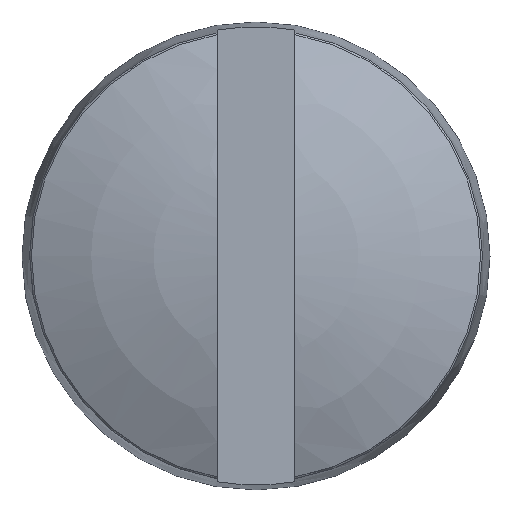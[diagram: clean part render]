
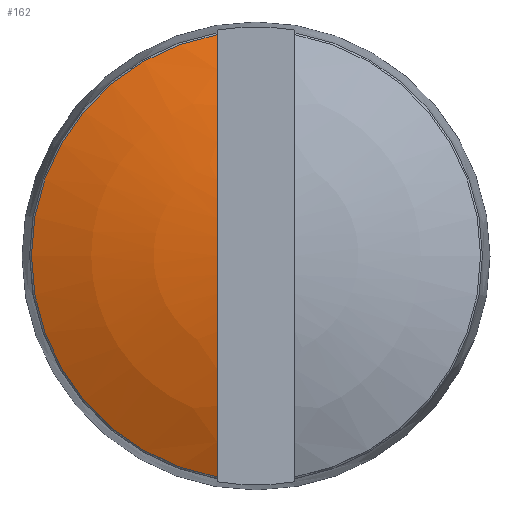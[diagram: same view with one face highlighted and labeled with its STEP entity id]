
A CAD part, top view. The second image highlights one B-rep face of the part: STEP entity #162.
In plain terms, the highlighted spherical face has radius 8.206 mm.
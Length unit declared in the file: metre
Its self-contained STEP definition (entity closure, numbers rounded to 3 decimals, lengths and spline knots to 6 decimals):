
#34=ORIENTED_EDGE('',*,*,#78,.T.);
#35=ORIENTED_EDGE('',*,*,#79,.T.);
#78=EDGE_CURVE('',#100,#101,#116,.F.);
#79=EDGE_CURVE('',#101,#100,#117,.F.);
#100=VERTEX_POINT('',#266);
#101=VERTEX_POINT('',#267);
#116=CIRCLE('',#188,0.003535);
#117=CIRCLE('',#189,0.008183);
#128=EDGE_LOOP('',(#34,#35));
#144=FACE_BOUND('',#128,.T.);
#160=SPHERICAL_SURFACE('',#187,0.008206);
#162=ADVANCED_FACE('',(#144),#160,.T.);
#187=AXIS2_PLACEMENT_3D('',#264,#213,#214);
#188=AXIS2_PLACEMENT_3D('',#265,#215,#216);
#189=AXIS2_PLACEMENT_3D('',#268,#217,#218);
#213=DIRECTION('',(0.,0.,1.));
#214=DIRECTION('',(1.,0.,0.));
#215=DIRECTION('',(0.,0.,-1.));
#216=DIRECTION('',(-1.,0.,0.));
#217=DIRECTION('',(1.,0.,0.));
#218=DIRECTION('',(0.,0.,-1.));
#264=CARTESIAN_POINT('',(0.,0.,-0.008206));
#265=CARTESIAN_POINT('',(0.,0.,-0.0008));
#266=CARTESIAN_POINT('',(-0.00061,0.003482,-0.0008));
#267=CARTESIAN_POINT('',(-0.00061,-0.003482,-0.0008));
#268=CARTESIAN_POINT('',(-0.00061,0.,-0.008206));
